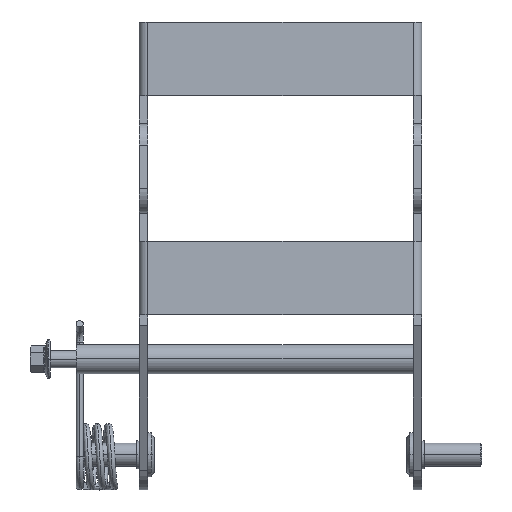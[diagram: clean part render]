
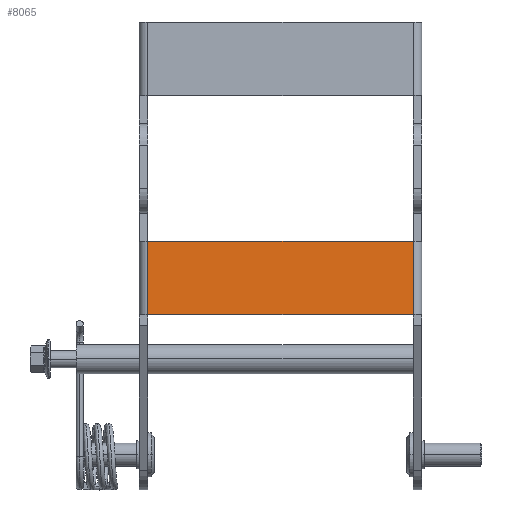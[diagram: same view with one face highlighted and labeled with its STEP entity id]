
A CAD part, top view. The second image highlights one B-rep face of the part: STEP entity #8065.
In plain terms, the highlighted face is planar.
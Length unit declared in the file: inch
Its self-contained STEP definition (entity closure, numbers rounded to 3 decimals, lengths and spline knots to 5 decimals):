
#209 = VERTEX_POINT ( 'NONE', #1438 ) ;
#595 = DIRECTION ( 'NONE',  ( 0., 0., 1. ) ) ;
#814 = DIRECTION ( 'NONE',  ( 0., -1., 0. ) ) ;
#1129 = VECTOR ( 'NONE', #10744, 39.37008 ) ;
#1219 = VECTOR ( 'NONE', #10107, 39.37008 ) ;
#1438 = CARTESIAN_POINT ( 'NONE',  ( -1.81299, 3.29921, 0. ) ) ;
#1609 = PLANE ( 'NONE',  #6087 ) ;
#1923 = VECTOR ( 'NONE', #6617, 39.37008 ) ;
#2096 = EDGE_LOOP ( 'NONE', ( #10166, #6930, #3734, #9713 ) ) ;
#3449 = EDGE_CURVE ( 'NONE', #3715, #209, #10238, .T. ) ;
#3715 = VERTEX_POINT ( 'NONE', #10051 ) ;
#3734 = ORIENTED_EDGE ( 'NONE', *, *, #3449, .T. ) ;
#3980 = CARTESIAN_POINT ( 'NONE',  ( 1.81299, 6.29921, 0. ) ) ;
#4169 = CARTESIAN_POINT ( 'NONE',  ( -1.9311, 2.29921, 0. ) ) ;
#4197 = CARTESIAN_POINT ( 'NONE',  ( 1.81299, 2.29921, 0. ) ) ;
#4269 = VERTEX_POINT ( 'NONE', #5851 ) ;
#4525 = VERTEX_POINT ( 'NONE', #4197 ) ;
#4894 = CARTESIAN_POINT ( 'NONE',  ( -1.81299, 6.29921, 0. ) ) ;
#4963 = EDGE_CURVE ( 'NONE', #3715, #4525, #6456, .T. ) ;
#5851 = CARTESIAN_POINT ( 'NONE',  ( -1.81299, 2.29921, 0. ) ) ;
#6087 = AXIS2_PLACEMENT_3D ( 'NONE', #4894, #595, #10927 ) ;
#6456 = LINE ( 'NONE', #3980, #1219 ) ;
#6494 = LINE ( 'NONE', #4169, #1923 ) ;
#6571 = CARTESIAN_POINT ( 'NONE',  ( -1.81299, 3.29921, 0. ) ) ;
#6617 = DIRECTION ( 'NONE',  ( 1., 0., 0. ) ) ;
#6930 = ORIENTED_EDGE ( 'NONE', *, *, #4963, .F. ) ;
#7572 = FACE_OUTER_BOUND ( 'NONE', #2096, .T. ) ;
#8065 = ADVANCED_FACE ( 'NONE', ( #7572 ), #1609, .T. ) ;
#8328 = VECTOR ( 'NONE', #814, 39.37008 ) ;
#8976 = LINE ( 'NONE', #10464, #8328 ) ;
#9670 = EDGE_CURVE ( 'NONE', #209, #4269, #8976, .T. ) ;
#9713 = ORIENTED_EDGE ( 'NONE', *, *, #9670, .T. ) ;
#10051 = CARTESIAN_POINT ( 'NONE',  ( 1.81299, 3.29921, 0. ) ) ;
#10107 = DIRECTION ( 'NONE',  ( 0., -1., 0. ) ) ;
#10166 = ORIENTED_EDGE ( 'NONE', *, *, #11016, .T. ) ;
#10238 = LINE ( 'NONE', #6571, #1129 ) ;
#10464 = CARTESIAN_POINT ( 'NONE',  ( -1.81299, 6.29921, 0. ) ) ;
#10744 = DIRECTION ( 'NONE',  ( -1., 0., 0. ) ) ;
#10927 = DIRECTION ( 'NONE',  ( 1., 0., 0. ) ) ;
#11016 = EDGE_CURVE ( 'NONE', #4269, #4525, #6494, .T. ) ;
